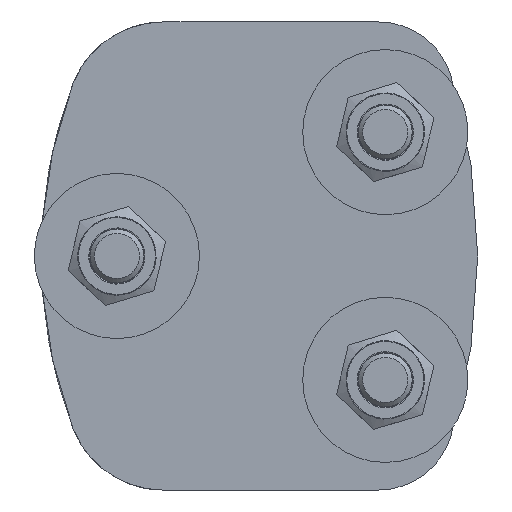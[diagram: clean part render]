
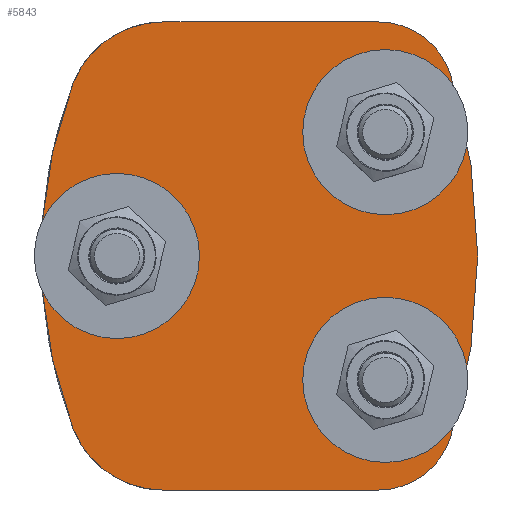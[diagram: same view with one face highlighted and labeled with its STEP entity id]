
A CAD part, front view. The second image highlights one B-rep face of the part: STEP entity #5843.
In plain terms, the highlighted planar face has unit normal (0, -1, 0).
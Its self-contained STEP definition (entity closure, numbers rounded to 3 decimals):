
#229=FACE_BOUND('',#1577,.T.);
#230=FACE_BOUND('',#1578,.T.);
#231=FACE_BOUND('',#1579,.T.);
#322=PLANE('',#6593);
#362=LINE('',#9993,#587);
#365=LINE('',#10007,#590);
#587=VECTOR('',#7105,10.);
#590=VECTOR('',#7118,10.);
#1172=FACE_OUTER_BOUND('',#1576,.T.);
#1576=EDGE_LOOP('',(#5083,#5084,#5085,#5086,#5087,#5088,#5089,#5090));
#1577=EDGE_LOOP('',(#5091));
#1578=EDGE_LOOP('',(#5092));
#1579=EDGE_LOOP('',(#5093));
#1762=CIRCLE('',#6100,90.);
#1764=CIRCLE('',#6103,11.);
#1766=CIRCLE('',#6106,11.);
#1777=CIRCLE('',#6120,14.);
#1780=CIRCLE('',#6124,14.);
#1971=CIRCLE('',#6476,70.);
#2047=CIRCLE('',#6594,4.05);
#2048=CIRCLE('',#6595,4.05);
#2049=CIRCLE('',#6596,4.05);
#2338=VERTEX_POINT('',#9971);
#2339=VERTEX_POINT('',#9972);
#2342=VERTEX_POINT('',#9980);
#2344=VERTEX_POINT('',#9986);
#2346=VERTEX_POINT('',#9992);
#2352=VERTEX_POINT('',#10006);
#2361=VERTEX_POINT('',#10030);
#2365=VERTEX_POINT('',#10047);
#2731=VERTEX_POINT('',#11983);
#2732=VERTEX_POINT('',#11985);
#2733=VERTEX_POINT('',#11987);
#2958=EDGE_CURVE('',#2338,#2339,#1762,.T.);
#2962=EDGE_CURVE('',#2342,#2338,#1764,.T.);
#2965=EDGE_CURVE('',#2339,#2344,#1766,.T.);
#2968=EDGE_CURVE('',#2346,#2342,#362,.T.);
#2975=EDGE_CURVE('',#2344,#2352,#365,.T.);
#2985=EDGE_CURVE('',#2361,#2346,#1777,.T.);
#2991=EDGE_CURVE('',#2352,#2365,#1780,.T.);
#3414=EDGE_CURVE('',#2361,#2365,#1971,.T.);
#3548=EDGE_CURVE('',#2731,#2731,#2047,.T.);
#3549=EDGE_CURVE('',#2732,#2732,#2048,.T.);
#3550=EDGE_CURVE('',#2733,#2733,#2049,.T.);
#5083=ORIENTED_EDGE('',*,*,#2958,.T.);
#5084=ORIENTED_EDGE('',*,*,#2965,.T.);
#5085=ORIENTED_EDGE('',*,*,#2975,.T.);
#5086=ORIENTED_EDGE('',*,*,#2991,.T.);
#5087=ORIENTED_EDGE('',*,*,#3414,.F.);
#5088=ORIENTED_EDGE('',*,*,#2985,.T.);
#5089=ORIENTED_EDGE('',*,*,#2968,.T.);
#5090=ORIENTED_EDGE('',*,*,#2962,.T.);
#5091=ORIENTED_EDGE('',*,*,#3548,.T.);
#5092=ORIENTED_EDGE('',*,*,#3549,.T.);
#5093=ORIENTED_EDGE('',*,*,#3550,.T.);
#5843=ADVANCED_FACE('',(#1172,#229,#230,#231),#322,.F.);
#6100=AXIS2_PLACEMENT_3D('',#9973,#7083,#7084);
#6103=AXIS2_PLACEMENT_3D('',#9981,#7091,#7092);
#6106=AXIS2_PLACEMENT_3D('',#9987,#7098,#7099);
#6120=AXIS2_PLACEMENT_3D('',#10031,#7134,#7135);
#6124=AXIS2_PLACEMENT_3D('',#10049,#7144,#7145);
#6476=AXIS2_PLACEMENT_3D('',#11447,#7957,#7958);
#6593=AXIS2_PLACEMENT_3D('',#11982,#8230,#8231);
#6594=AXIS2_PLACEMENT_3D('',#11984,#8232,#8233);
#6595=AXIS2_PLACEMENT_3D('',#11986,#8234,#8235);
#6596=AXIS2_PLACEMENT_3D('',#11988,#8236,#8237);
#7083=DIRECTION('center_axis',(0.,-1.,0.));
#7084=DIRECTION('ref_axis',(0.957,0.,0.291));
#7091=DIRECTION('center_axis',(0.,-1.,0.));
#7092=DIRECTION('ref_axis',(1.,0.,0.));
#7098=DIRECTION('center_axis',(0.,-1.,0.));
#7099=DIRECTION('ref_axis',(0.,0.,
1.));
#7105=DIRECTION('',(1.,0.,0.));
#7118=DIRECTION('',(-1.,0.,0.));
#7134=DIRECTION('center_axis',(0.,-1.,0.));
#7135=DIRECTION('ref_axis',(0.,0.,
-1.));
#7144=DIRECTION('center_axis',(0.,-1.,0.));
#7145=DIRECTION('ref_axis',(-1.,0.,0.));
#7957=DIRECTION('center_axis',(0.,1.,0.));
#7958=DIRECTION('ref_axis',(-0.934,0.,-0.357));
#8230=DIRECTION('center_axis',(0.,1.,0.));
#8231=DIRECTION('ref_axis',(0.,0.,1.));
#8232=DIRECTION('center_axis',(0.,1.,0.));
#8233=DIRECTION('ref_axis',(-1.,0.,0.));
#8234=DIRECTION('center_axis',(0.,1.,0.));
#8235=DIRECTION('ref_axis',(-1.,0.,0.));
#8236=DIRECTION('center_axis',(0.,1.,0.));
#8237=DIRECTION('ref_axis',(-1.,0.,0.));
#9971=CARTESIAN_POINT('',(31.523,1.,-26.203));
#9972=CARTESIAN_POINT('',(31.523,1.,26.203));
#9973=CARTESIAN_POINT('Origin',(-54.578,1.,0.));
#9980=CARTESIAN_POINT('',(21.,1.,-34.));
#9981=CARTESIAN_POINT('Origin',(21.,1.,-23.));
#9986=CARTESIAN_POINT('',(21.,1.,34.));
#9987=CARTESIAN_POINT('Origin',(21.,1.,23.));
#9992=CARTESIAN_POINT('',(-10.307,1.,-34.));
#9993=CARTESIAN_POINT('',(12.356,1.,-34.));
#10006=CARTESIAN_POINT('',(-10.307,1.,34.));
#10007=CARTESIAN_POINT('',(-3.298,1.,34.));
#10030=CARTESIAN_POINT('',(-23.384,1.,-25.));
#10031=CARTESIAN_POINT('Origin',(-10.307,1.,-20.));
#10047=CARTESIAN_POINT('',(-23.384,1.,25.));
#10049=CARTESIAN_POINT('Origin',(-10.307,1.,20.));
#11447=CARTESIAN_POINT('Origin',(42.,1.,0.));
#11982=CARTESIAN_POINT('Origin',(3.711,1.,0.));
#11983=CARTESIAN_POINT('',(-12.95,1.,0.));
#11984=CARTESIAN_POINT('Origin',(-17.,1.,0.));
#11985=CARTESIAN_POINT('',(26.05,1.,18.));
#11986=CARTESIAN_POINT('Origin',(22.,1.,18.));
#11987=CARTESIAN_POINT('',(26.05,1.,-18.));
#11988=CARTESIAN_POINT('Origin',(22.,1.,-18.));
